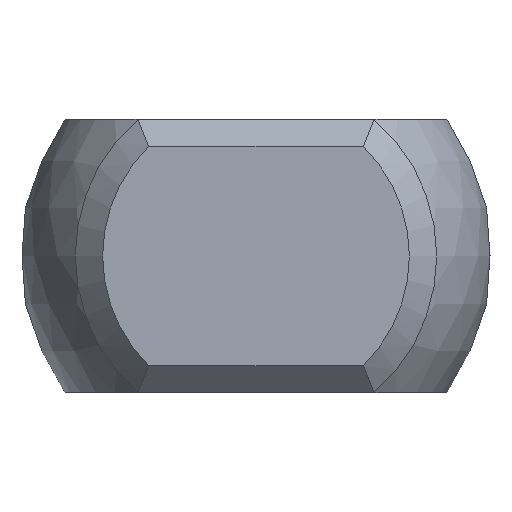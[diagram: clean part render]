
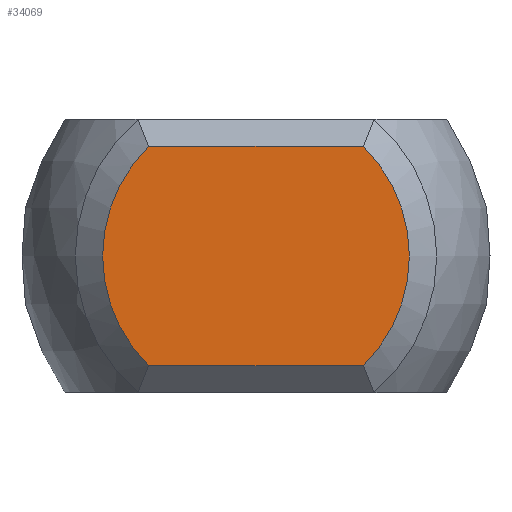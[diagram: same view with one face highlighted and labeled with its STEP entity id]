
A CAD part, left-side view. The second image highlights one B-rep face of the part: STEP entity #34069.
In plain terms, the highlighted planar face has unit normal (-1, 0, 0).
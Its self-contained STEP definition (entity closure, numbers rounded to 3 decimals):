
#32794 = PLANE('',#32795);
#32795 = AXIS2_PLACEMENT_3D('',#32796,#32797,#32798);
#32796 = CARTESIAN_POINT('',(-52.875,3.125,2.25));
#32797 = DIRECTION('',(0.707,0.,-0.707));
#32798 = DIRECTION('',(-0.707,0.,-0.707));
#33705 = EDGE_CURVE('',#33706,#33708,#33710,.T.);
#33706 = VERTEX_POINT('',#33707);
#33707 = CARTESIAN_POINT('',(-53.125,-1.96,-2.));
#33708 = VERTEX_POINT('',#33709);
#33709 = CARTESIAN_POINT('',(-53.125,-1.96,2.));
#33710 = SURFACE_CURVE('',#33711,(#33716,#33728),.PCURVE_S1.);
#33711 = CIRCLE('',#33712,2.8);
#33712 = AXIS2_PLACEMENT_3D('',#33713,#33714,#33715);
#33713 = CARTESIAN_POINT('',(-53.125,0.,0.));
#33714 = DIRECTION('',(-1.,0.,0.));
#33715 = DIRECTION('',(0.,-1.,0.));
#33716 = PCURVE('',#33717,#33722);
#33717 = CONICAL_SURFACE('',#33718,3.05,0.785);
#33718 = AXIS2_PLACEMENT_3D('',#33719,#33720,#33721);
#33719 = CARTESIAN_POINT('',(-52.875,0.,0.));
#33720 = DIRECTION('',(1.,0.,0.));
#33721 = DIRECTION('',(0.,-1.,0.));
#33722 = DEFINITIONAL_REPRESENTATION('',(#33723),#33727);
#33723 = LINE('',#33724,#33725);
#33724 = CARTESIAN_POINT('',(6.283,-0.25));
#33725 = VECTOR('',#33726,1.);
#33726 = DIRECTION('',(-1.,0.));
#33727 = ( GEOMETRIC_REPRESENTATION_CONTEXT(2) 
PARAMETRIC_REPRESENTATION_CONTEXT() REPRESENTATION_CONTEXT('2D SPACE',''
  ) );
#33728 = PCURVE('',#33729,#33734);
#33729 = PLANE('',#33730);
#33730 = AXIS2_PLACEMENT_3D('',#33731,#33732,#33733);
#33731 = CARTESIAN_POINT('',(-53.125,0.,0.));
#33732 = DIRECTION('',(1.,0.,0.));
#33733 = DIRECTION('',(0.,0.,-1.));
#33734 = DEFINITIONAL_REPRESENTATION('',(#33735),#33743);
#33735 = ( BOUNDED_CURVE() B_SPLINE_CURVE(2,(#33736,#33737,#33738,#33739
    ,#33740,#33741,#33742),.UNSPECIFIED.,.T.,.F.) 
B_SPLINE_CURVE_WITH_KNOTS((1,2,2,2,2,1),(-2.094,0.,
    2.094,4.189,6.283,8.378),
.UNSPECIFIED.) CURVE() GEOMETRIC_REPRESENTATION_ITEM() 
RATIONAL_B_SPLINE_CURVE((1.,0.5,1.,0.5,1.,0.5,1.)) REPRESENTATION_ITEM(
  '') );
#33736 = CARTESIAN_POINT('',(0.,-2.8));
#33737 = CARTESIAN_POINT('',(-4.85,-2.8));
#33738 = CARTESIAN_POINT('',(-2.425,1.4));
#33739 = CARTESIAN_POINT('',(0.,5.6));
#33740 = CARTESIAN_POINT('',(2.425,1.4));
#33741 = CARTESIAN_POINT('',(4.85,-2.8));
#33742 = CARTESIAN_POINT('',(0.,-2.8));
#33743 = ( GEOMETRIC_REPRESENTATION_CONTEXT(2) 
PARAMETRIC_REPRESENTATION_CONTEXT() REPRESENTATION_CONTEXT('2D SPACE',''
  ) );
#33761 = PLANE('',#33762);
#33762 = AXIS2_PLACEMENT_3D('',#33763,#33764,#33765);
#33763 = CARTESIAN_POINT('',(-52.875,-3.125,-2.25));
#33764 = DIRECTION('',(0.707,0.,0.707)
  );
#33765 = DIRECTION('',(0.707,0.,-0.707));
#33821 = EDGE_CURVE('',#33708,#33822,#33824,.T.);
#33822 = VERTEX_POINT('',#33823);
#33823 = CARTESIAN_POINT('',(-53.125,1.96,2.));
#33824 = SURFACE_CURVE('',#33825,(#33829,#33836),.PCURVE_S1.);
#33825 = LINE('',#33826,#33827);
#33826 = CARTESIAN_POINT('',(-53.125,3.125,2.));
#33827 = VECTOR('',#33828,1.);
#33828 = DIRECTION('',(0.,1.,0.));
#33829 = PCURVE('',#32794,#33830);
#33830 = DEFINITIONAL_REPRESENTATION('',(#33831),#33835);
#33831 = LINE('',#33832,#33833);
#33832 = CARTESIAN_POINT('',(0.354,0.));
#33833 = VECTOR('',#33834,1.);
#33834 = DIRECTION('',(0.,1.));
#33835 = ( GEOMETRIC_REPRESENTATION_CONTEXT(2) 
PARAMETRIC_REPRESENTATION_CONTEXT() REPRESENTATION_CONTEXT('2D SPACE',''
  ) );
#33836 = PCURVE('',#33729,#33837);
#33837 = DEFINITIONAL_REPRESENTATION('',(#33838),#33842);
#33838 = LINE('',#33839,#33840);
#33839 = CARTESIAN_POINT('',(-2.,3.125));
#33840 = VECTOR('',#33841,1.);
#33841 = DIRECTION('',(0.,1.));
#33842 = ( GEOMETRIC_REPRESENTATION_CONTEXT(2) 
PARAMETRIC_REPRESENTATION_CONTEXT() REPRESENTATION_CONTEXT('2D SPACE',''
  ) );
#33862 = CONICAL_SURFACE('',#33863,3.05,0.785);
#33863 = AXIS2_PLACEMENT_3D('',#33864,#33865,#33866);
#33864 = CARTESIAN_POINT('',(-52.875,0.,0.));
#33865 = DIRECTION('',(1.,0.,0.));
#33866 = DIRECTION('',(-0.,1.,0.));
#33876 = EDGE_CURVE('',#33822,#33877,#33879,.T.);
#33877 = VERTEX_POINT('',#33878);
#33878 = CARTESIAN_POINT('',(-53.125,1.96,-2.));
#33879 = SURFACE_CURVE('',#33880,(#33885,#33892),.PCURVE_S1.);
#33880 = CIRCLE('',#33881,2.8);
#33881 = AXIS2_PLACEMENT_3D('',#33882,#33883,#33884);
#33882 = CARTESIAN_POINT('',(-53.125,0.,0.));
#33883 = DIRECTION('',(-1.,0.,0.));
#33884 = DIRECTION('',(0.,1.,0.));
#33885 = PCURVE('',#33862,#33886);
#33886 = DEFINITIONAL_REPRESENTATION('',(#33887),#33891);
#33887 = LINE('',#33888,#33889);
#33888 = CARTESIAN_POINT('',(6.283,-0.25));
#33889 = VECTOR('',#33890,1.);
#33890 = DIRECTION('',(-1.,0.));
#33891 = ( GEOMETRIC_REPRESENTATION_CONTEXT(2) 
PARAMETRIC_REPRESENTATION_CONTEXT() REPRESENTATION_CONTEXT('2D SPACE',''
  ) );
#33892 = PCURVE('',#33729,#33893);
#33893 = DEFINITIONAL_REPRESENTATION('',(#33894),#33902);
#33894 = ( BOUNDED_CURVE() B_SPLINE_CURVE(2,(#33895,#33896,#33897,#33898
    ,#33899,#33900,#33901),.UNSPECIFIED.,.T.,.F.) 
B_SPLINE_CURVE_WITH_KNOTS((1,2,2,2,2,1),(-2.094,0.,
    2.094,4.189,6.283,8.378),
.UNSPECIFIED.) CURVE() GEOMETRIC_REPRESENTATION_ITEM() 
RATIONAL_B_SPLINE_CURVE((1.,0.5,1.,0.5,1.,0.5,1.)) REPRESENTATION_ITEM(
  '') );
#33895 = CARTESIAN_POINT('',(0.,2.8));
#33896 = CARTESIAN_POINT('',(4.85,2.8));
#33897 = CARTESIAN_POINT('',(2.425,-1.4));
#33898 = CARTESIAN_POINT('',(0.,-5.6));
#33899 = CARTESIAN_POINT('',(-2.425,-1.4));
#33900 = CARTESIAN_POINT('',(-4.85,2.8));
#33901 = CARTESIAN_POINT('',(0.,2.8));
#33902 = ( GEOMETRIC_REPRESENTATION_CONTEXT(2) 
PARAMETRIC_REPRESENTATION_CONTEXT() REPRESENTATION_CONTEXT('2D SPACE',''
  ) );
#33976 = EDGE_CURVE('',#33877,#33706,#33977,.T.);
#33977 = SURFACE_CURVE('',#33978,(#33982,#33989),.PCURVE_S1.);
#33978 = LINE('',#33979,#33980);
#33979 = CARTESIAN_POINT('',(-53.125,-3.125,-2.));
#33980 = VECTOR('',#33981,1.);
#33981 = DIRECTION('',(0.,-1.,0.));
#33982 = PCURVE('',#33761,#33983);
#33983 = DEFINITIONAL_REPRESENTATION('',(#33984),#33988);
#33984 = LINE('',#33985,#33986);
#33985 = CARTESIAN_POINT('',(-0.354,0.));
#33986 = VECTOR('',#33987,1.);
#33987 = DIRECTION('',(0.,-1.));
#33988 = ( GEOMETRIC_REPRESENTATION_CONTEXT(2) 
PARAMETRIC_REPRESENTATION_CONTEXT() REPRESENTATION_CONTEXT('2D SPACE',''
  ) );
#33989 = PCURVE('',#33729,#33990);
#33990 = DEFINITIONAL_REPRESENTATION('',(#33991),#33995);
#33991 = LINE('',#33992,#33993);
#33992 = CARTESIAN_POINT('',(2.,-3.125));
#33993 = VECTOR('',#33994,1.);
#33994 = DIRECTION('',(0.,-1.));
#33995 = ( GEOMETRIC_REPRESENTATION_CONTEXT(2) 
PARAMETRIC_REPRESENTATION_CONTEXT() REPRESENTATION_CONTEXT('2D SPACE',''
  ) );
#34069 = ADVANCED_FACE('',(#34070),#33729,.F.);
#34070 = FACE_BOUND('',#34071,.T.);
#34071 = EDGE_LOOP('',(#34072,#34073,#34074,#34075));
#34072 = ORIENTED_EDGE('',*,*,#33705,.T.);
#34073 = ORIENTED_EDGE('',*,*,#33821,.T.);
#34074 = ORIENTED_EDGE('',*,*,#33876,.T.);
#34075 = ORIENTED_EDGE('',*,*,#33976,.T.);
